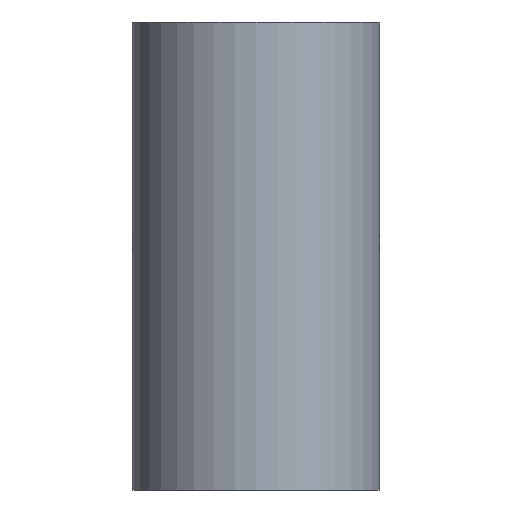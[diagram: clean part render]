
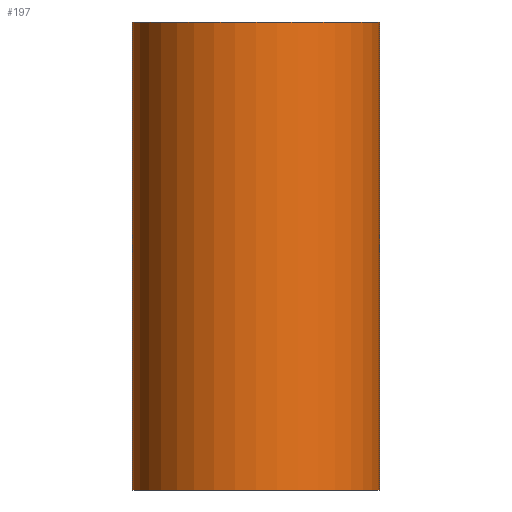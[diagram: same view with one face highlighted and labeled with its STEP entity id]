
A CAD part, front view. The second image highlights one B-rep face of the part: STEP entity #197.
In plain terms, the highlighted cylindrical face has radius 37.5 mm (diameter 75 mm), a full revolution.
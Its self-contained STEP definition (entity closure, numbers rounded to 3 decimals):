
#16=B_SPLINE_CURVE_WITH_KNOTS('',3,(#409,#410,#411,#412,#413,#414,#415,
#416,#417,#418,#419,#420,#421,#422,#423,#424,#425,#426,#427,#428,#429,#430,
#431,#432,#433,#434,#435,#436,#437,#438,#439,#440,#441,#442,#443,#444,#445,
#446,#447,#448,#449,#450,#451,#452,#453,#454,#455,#456,#457,#458,#459,#460,
#461,#462,#463,#464,#465,#466,#467,#468,#469,#470,#471,#472,#473,#474),
 .UNSPECIFIED.,.T.,.F.,(4,2,2,2,2,2,2,2,2,2,2,2,2,2,2,2,2,2,2,2,2,2,2,2,
2,2,2,2,2,2,2,2,4),(0.,0.629,1.258,1.887,
2.516,3.124,3.731,4.338,4.946,
5.553,6.16,6.768,7.375,8.004,
8.633,9.262,9.891,10.52,11.149,
11.778,12.408,13.015,13.622,14.23,
14.837,15.444,16.051,16.659,17.266,
17.895,18.524,19.153,19.782),
 .UNSPECIFIED.);
#29=CYLINDRICAL_SURFACE('',#230,37.5);
#44=FACE_BOUND('',#92,.T.);
#45=FACE_BOUND('',#93,.T.);
#61=FACE_OUTER_BOUND('',#91,.T.);
#91=EDGE_LOOP('',(#174));
#92=EDGE_LOOP('',(#175));
#93=EDGE_LOOP('',(#176));
#101=CIRCLE('',#208,37.5);
#105=CIRCLE('',#215,37.5);
#116=VERTEX_POINT('',#307);
#120=VERTEX_POINT('',#318);
#129=VERTEX_POINT('',#408);
#133=EDGE_CURVE('',#116,#116,#101,.T.);
#137=EDGE_CURVE('',#120,#120,#105,.T.);
#146=EDGE_CURVE('',#129,#129,#16,.T.);
#174=ORIENTED_EDGE('',*,*,#133,.F.);
#175=ORIENTED_EDGE('',*,*,#137,.F.);
#176=ORIENTED_EDGE('',*,*,#146,.T.);
#197=ADVANCED_FACE('',(#61,#44,#45),#29,.T.);
#208=AXIS2_PLACEMENT_3D('',#308,#247,#248);
#215=AXIS2_PLACEMENT_3D('',#319,#261,#262);
#230=AXIS2_PLACEMENT_3D('',#475,#291,#292);
#247=DIRECTION('center_axis',(0.,0.,1.));
#248=DIRECTION('ref_axis',(-1.,0.,0.));
#261=DIRECTION('center_axis',(0.,0.,-1.));
#262=DIRECTION('ref_axis',(-1.,0.,0.));
#291=DIRECTION('center_axis',(0.,0.,1.));
#292=DIRECTION('ref_axis',(-1.,0.,0.));
#307=CARTESIAN_POINT('',(37.5,0.,71.));
#308=CARTESIAN_POINT('Origin',(0.,0.,71.));
#318=CARTESIAN_POINT('',(37.5,0.,-71.));
#319=CARTESIAN_POINT('Origin',(0.,0.,-71.));
#408=CARTESIAN_POINT('',(30.5,21.817,0.));
#409=CARTESIAN_POINT('Ctrl Pts',(30.5,21.817,0.));
#410=CARTESIAN_POINT('Ctrl Pts',(30.5,21.817,2.097));
#411=CARTESIAN_POINT('Ctrl Pts',(30.283,22.128,4.167));
#412=CARTESIAN_POINT('Ctrl Pts',(29.456,23.217,8.171));
#413=CARTESIAN_POINT('Ctrl Pts',(28.847,23.99,10.105));
#414=CARTESIAN_POINT('Ctrl Pts',(27.283,25.754,13.779));
#415=CARTESIAN_POINT('Ctrl Pts',(26.328,26.745,15.521));
#416=CARTESIAN_POINT('Ctrl Pts',(24.134,28.74,18.751));
#417=CARTESIAN_POINT('Ctrl Pts',(22.895,29.744,20.239));
#418=CARTESIAN_POINT('Ctrl Pts',(20.285,31.579,22.849));
#419=CARTESIAN_POINT('Ctrl Pts',(18.825,32.483,24.076));
#420=CARTESIAN_POINT('Ctrl Pts',(15.603,34.148,26.28));
#421=CARTESIAN_POINT('Ctrl Pts',(13.839,34.909,27.255));
#422=CARTESIAN_POINT('Ctrl Pts',(10.103,36.167,28.85));
#423=CARTESIAN_POINT('Ctrl Pts',(8.125,36.666,29.47));
#424=CARTESIAN_POINT('Ctrl Pts',(4.086,37.333,30.295));
#425=CARTESIAN_POINT('Ctrl Pts',(2.024,37.5,30.5));
#426=CARTESIAN_POINT('Ctrl Pts',(-2.024,37.5,30.5));
#427=CARTESIAN_POINT('Ctrl Pts',(-4.086,37.333,30.295));
#428=CARTESIAN_POINT('Ctrl Pts',(-8.125,36.666,29.47));
#429=CARTESIAN_POINT('Ctrl Pts',(-10.103,36.167,28.85));
#430=CARTESIAN_POINT('Ctrl Pts',(-13.839,34.909,27.255));
#431=CARTESIAN_POINT('Ctrl Pts',(-15.603,34.148,26.28));
#432=CARTESIAN_POINT('Ctrl Pts',(-18.825,32.483,24.076));
#433=CARTESIAN_POINT('Ctrl Pts',(-20.285,31.579,22.849));
#434=CARTESIAN_POINT('Ctrl Pts',(-22.895,29.744,20.239));
#435=CARTESIAN_POINT('Ctrl Pts',(-24.134,28.74,18.751));
#436=CARTESIAN_POINT('Ctrl Pts',(-26.328,26.745,15.521));
#437=CARTESIAN_POINT('Ctrl Pts',(-27.283,25.754,13.779));
#438=CARTESIAN_POINT('Ctrl Pts',(-28.847,23.99,10.105));
#439=CARTESIAN_POINT('Ctrl Pts',(-29.456,23.217,8.171));
#440=CARTESIAN_POINT('Ctrl Pts',(-30.283,22.128,4.167));
#441=CARTESIAN_POINT('Ctrl Pts',(-30.5,21.817,2.097));
#442=CARTESIAN_POINT('Ctrl Pts',(-30.5,21.817,-2.097));
#443=CARTESIAN_POINT('Ctrl Pts',(-30.283,22.128,-4.167));
#444=CARTESIAN_POINT('Ctrl Pts',(-29.456,23.217,-8.171));
#445=CARTESIAN_POINT('Ctrl Pts',(-28.847,23.99,-10.105));
#446=CARTESIAN_POINT('Ctrl Pts',(-27.283,25.754,-13.779));
#447=CARTESIAN_POINT('Ctrl Pts',(-26.328,26.745,-15.521));
#448=CARTESIAN_POINT('Ctrl Pts',(-24.134,28.74,-18.751));
#449=CARTESIAN_POINT('Ctrl Pts',(-22.895,29.744,-20.239));
#450=CARTESIAN_POINT('Ctrl Pts',(-20.285,31.579,-22.849));
#451=CARTESIAN_POINT('Ctrl Pts',(-18.825,32.483,-24.076));
#452=CARTESIAN_POINT('Ctrl Pts',(-15.603,34.148,-26.28));
#453=CARTESIAN_POINT('Ctrl Pts',(-13.839,34.909,-27.255));
#454=CARTESIAN_POINT('Ctrl Pts',(-10.103,36.167,-28.85));
#455=CARTESIAN_POINT('Ctrl Pts',(-8.125,36.666,-29.47));
#456=CARTESIAN_POINT('Ctrl Pts',(-4.086,37.333,-30.295));
#457=CARTESIAN_POINT('Ctrl Pts',(-2.024,37.5,-30.5));
#458=CARTESIAN_POINT('Ctrl Pts',(2.024,37.5,-30.5));
#459=CARTESIAN_POINT('Ctrl Pts',(4.086,37.333,-30.295));
#460=CARTESIAN_POINT('Ctrl Pts',(8.125,36.666,-29.47));
#461=CARTESIAN_POINT('Ctrl Pts',(10.103,36.167,-28.85));
#462=CARTESIAN_POINT('Ctrl Pts',(13.839,34.909,-27.255));
#463=CARTESIAN_POINT('Ctrl Pts',(15.603,34.148,-26.28));
#464=CARTESIAN_POINT('Ctrl Pts',(18.825,32.483,-24.076));
#465=CARTESIAN_POINT('Ctrl Pts',(20.285,31.579,-22.849));
#466=CARTESIAN_POINT('Ctrl Pts',(22.895,29.744,-20.239));
#467=CARTESIAN_POINT('Ctrl Pts',(24.134,28.74,-18.751));
#468=CARTESIAN_POINT('Ctrl Pts',(26.328,26.745,-15.521));
#469=CARTESIAN_POINT('Ctrl Pts',(27.283,25.754,-13.779));
#470=CARTESIAN_POINT('Ctrl Pts',(28.847,23.99,-10.105));
#471=CARTESIAN_POINT('Ctrl Pts',(29.456,23.217,-8.171));
#472=CARTESIAN_POINT('Ctrl Pts',(30.283,22.128,-4.167));
#473=CARTESIAN_POINT('Ctrl Pts',(30.5,21.817,-2.097));
#474=CARTESIAN_POINT('Ctrl Pts',(30.5,21.817,0.));
#475=CARTESIAN_POINT('Origin',(0.,0.,0.));
